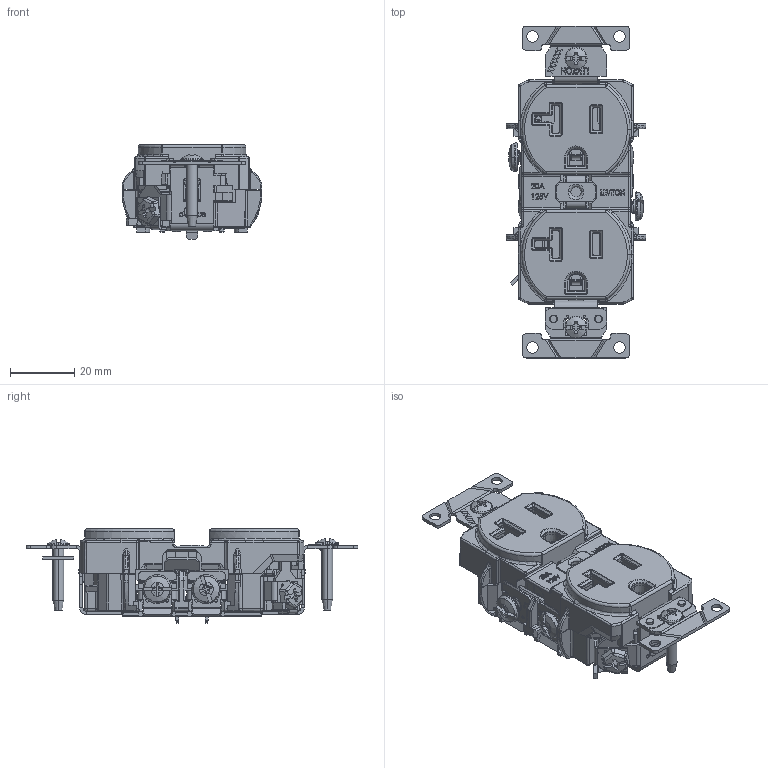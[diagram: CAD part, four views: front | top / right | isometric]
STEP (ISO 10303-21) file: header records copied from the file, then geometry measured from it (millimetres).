
FILE_DESCRIPTION (( 'STEP AP214' ), '1' );
FILE_NAME ('STYLE1FF.STEP', '2017-06-23T16:54:46', ( '' ), ( '' ), 'SwSTEP 2.0', 'SolidWorks 2015', '' );
FILE_SCHEMA (( 'AUTOMOTIVE_DESIGN' ));
Length unit declared in the file: inch
Products named in the file (1): STYLE1FF
Bounding box: 43.43 x 103.17 x 29.36 mm (x, y, z)
Surface area: 22499.3 mm2 (no closed solid volume)
Topology: 0 solids, 52 shells, 2955 faces, 11216 edges, 8044 vertices
Faces by surface type: plane 1605, cylinder 622, bspline 573, cone 61, sphere 48, torus 46
Entity records: 181850 total; most frequent: CARTESIAN_POINT 57654, ORIENTED_EDGE 17415, DIRECTION 15252, EDGE_CURVE 11188, VERTEX_POINT 8044, VECTOR 7446, LINE 7446, AXIS2_PLACEMENT_3D 3903
